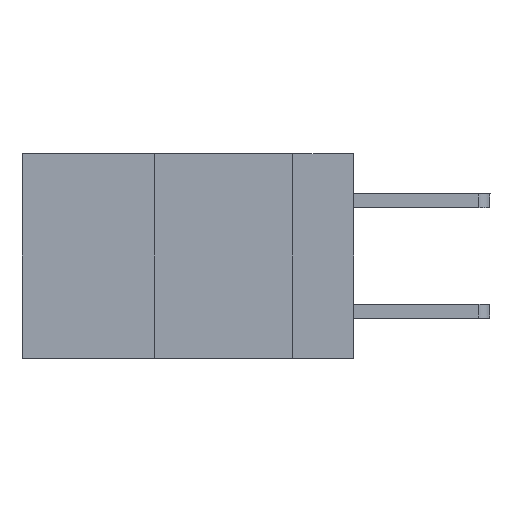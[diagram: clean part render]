
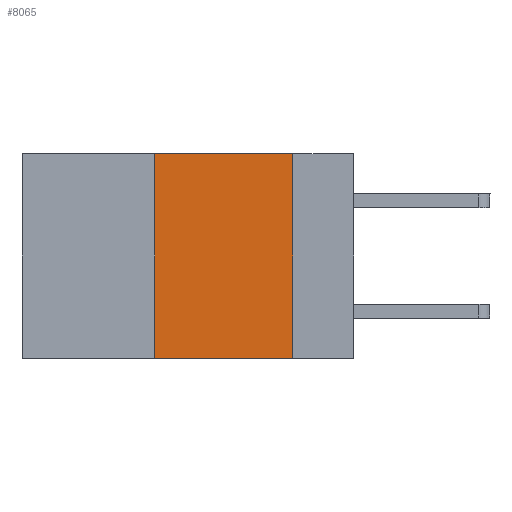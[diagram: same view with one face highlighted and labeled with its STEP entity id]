
A CAD part, left-side view. The second image highlights one B-rep face of the part: STEP entity #8065.
In plain terms, the highlighted planar face has unit normal (-1, 0, 0).
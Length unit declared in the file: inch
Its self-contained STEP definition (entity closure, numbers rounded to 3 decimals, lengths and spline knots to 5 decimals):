
#126 = CARTESIAN_POINT ( 'NONE',  ( 0., 0.36, 0. ) ) ;
#540 = EDGE_CURVE ( 'NONE', #3256, #6407, #972, .T. ) ;
#972 = LINE ( 'NONE', #5295, #3055 ) ;
#1141 = CARTESIAN_POINT ( 'NONE',  ( 0., 0.11, -0.37 ) ) ;
#1571 = CARTESIAN_POINT ( 'NONE',  ( 0., 0.11, 0. ) ) ;
#1758 = DIRECTION ( 'NONE',  ( 0., -1., 0. ) ) ;
#1979 = VECTOR ( 'NONE', #7383, 39.37008 ) ;
#2038 = LINE ( 'NONE', #4213, #7623 ) ;
#2906 = DIRECTION ( 'NONE',  ( 0., -1., 0. ) ) ;
#3055 = VECTOR ( 'NONE', #2906, 39.37008 ) ;
#3181 = PLANE ( 'NONE',  #8538 ) ;
#3256 = VERTEX_POINT ( 'NONE', #5364 ) ;
#4024 = ORIENTED_EDGE ( 'NONE', *, *, #4694, .F. ) ;
#4040 = ORIENTED_EDGE ( 'NONE', *, *, #7745, .F. ) ;
#4213 = CARTESIAN_POINT ( 'NONE',  ( 0., 0.6, 0. ) ) ;
#4381 = CARTESIAN_POINT ( 'NONE',  ( 0., 0.36, 0. ) ) ;
#4643 = ORIENTED_EDGE ( 'NONE', *, *, #6788, .F. ) ;
#4694 = EDGE_CURVE ( 'NONE', #7642, #6407, #7161, .T. ) ;
#4734 = DIRECTION ( 'NONE',  ( 1., 0., 0. ) ) ;
#5295 = CARTESIAN_POINT ( 'NONE',  ( 0., 0.6, -0.37 ) ) ;
#5364 = CARTESIAN_POINT ( 'NONE',  ( 0., 0.36, -0.37 ) ) ;
#5681 = EDGE_LOOP ( 'NONE', ( #4024, #4040, #4643, #6712 ) ) ;
#6053 = LINE ( 'NONE', #126, #8250 ) ;
#6407 = VERTEX_POINT ( 'NONE', #1141 ) ;
#6446 = DIRECTION ( 'NONE',  ( 0., 0., 1. ) ) ;
#6712 = ORIENTED_EDGE ( 'NONE', *, *, #540, .T. ) ;
#6788 = EDGE_CURVE ( 'NONE', #3256, #7848, #6053, .T. ) ;
#6986 = CARTESIAN_POINT ( 'NONE',  ( 0., 0.11, 0. ) ) ;
#7161 = LINE ( 'NONE', #6986, #1979 ) ;
#7383 = DIRECTION ( 'NONE',  ( 0., 0., -1. ) ) ;
#7623 = VECTOR ( 'NONE', #1758, 39.37008 ) ;
#7642 = VERTEX_POINT ( 'NONE', #1571 ) ;
#7745 = EDGE_CURVE ( 'NONE', #7848, #7642, #2038, .T. ) ;
#7848 = VERTEX_POINT ( 'NONE', #4381 ) ;
#8014 = FACE_OUTER_BOUND ( 'NONE', #5681, .T. ) ;
#8046 = CARTESIAN_POINT ( 'NONE',  ( 0., 0.6, 0. ) ) ;
#8065 = ADVANCED_FACE ( 'NONE', ( #8014 ), #3181, .F. ) ;
#8250 = VECTOR ( 'NONE', #6446, 39.37008 ) ;
#8538 = AXIS2_PLACEMENT_3D ( 'NONE', #8046, #4734, #9409 ) ;
#9409 = DIRECTION ( 'NONE',  ( 0., 0., -1. ) ) ;
